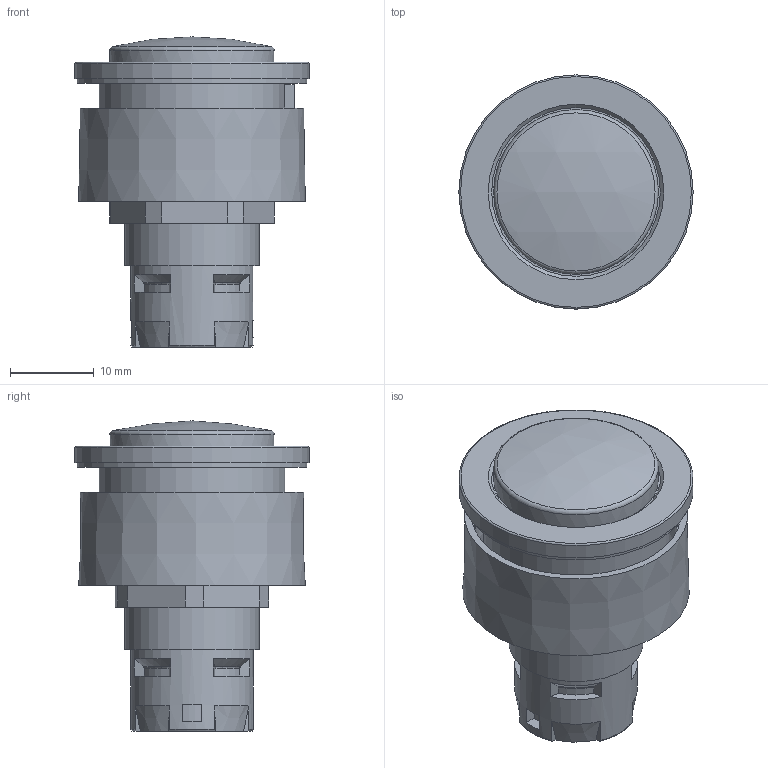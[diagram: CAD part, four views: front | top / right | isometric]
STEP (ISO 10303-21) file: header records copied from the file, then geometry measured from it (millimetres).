
FILE_DESCRIPTION(/* description */ (''),/* implementation_level */ '2;1');
FILE_NAME(/* name */ 'RXJN.stp',/* time_stamp */ '2020-11-10T11:23:49+01:00',/* author */ ('thagel'),/* organization */ (''),/* preprocessor_version */ 'ST-DEVELOPER v17.2',/* originating_system */ 'Autodesk Inventor 2019',/* authorisation */ '');
FILE_SCHEMA (('AUTOMOTIVE_DESIGN { 1 0 10303 214 3 1 1 }'));
Length unit declared in the file: millimetre
Products named in the file (1): RXJN
Bounding box: 27.9 x 27.9 x 36.95 mm (x, y, z)
Volume: 11384.8 mm3; surface area: 6542.3 mm2
Topology: 1 solids, 1 shells, 122 faces, 323 edges, 220 vertices
Faces by surface type: plane 75, cylinder 19, cone 15, torus 11, sphere 2
Full cylindrical faces by diameter (mm): 12.1 x1, 14.6 x1, 16 x2, 16.5 x1, 17.15 x1, 19.6 x1, 20.1 x1, 21.139 x1, 22.15 x1, 25 x1, 27.4 x1, 27.9 x1
Entity records: 3929 total; most frequent: CARTESIAN_POINT 788, DIRECTION 662, ORIENTED_EDGE 646, EDGE_CURVE 323, AXIS2_PLACEMENT_3D 250, VERTEX_POINT 220, LINE 162, VECTOR 162
